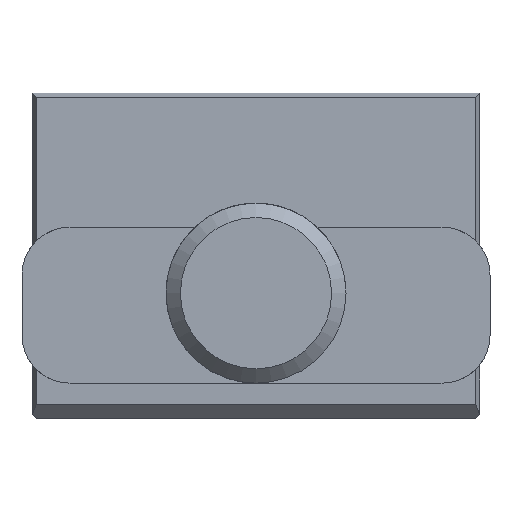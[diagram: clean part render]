
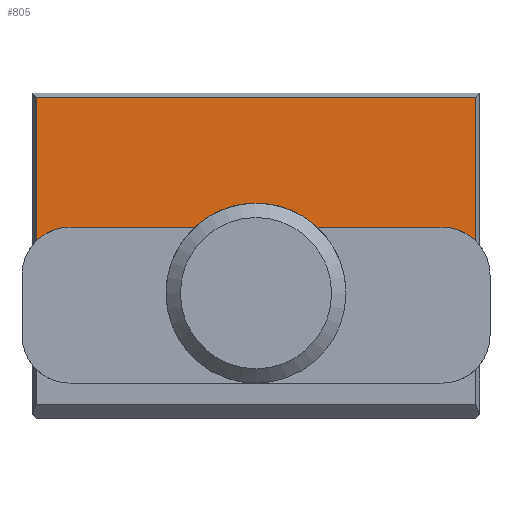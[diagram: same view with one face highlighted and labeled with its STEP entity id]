
A CAD part, front view. The second image highlights one B-rep face of the part: STEP entity #805.
In plain terms, the highlighted planar face has unit normal (0, -1, 0).
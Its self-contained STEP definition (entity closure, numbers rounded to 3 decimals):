
#446 = VERTEX_POINT('',#447);
#447 = CARTESIAN_POINT('',(-4.575,0.,-2.3));
#455 = VERTEX_POINT('',#456);
#456 = CARTESIAN_POINT('',(-4.575,0.,-5.291));
#463 = EDGE_CURVE('',#446,#455,#464,.T.);
#464 = LINE('',#465,#466);
#465 = CARTESIAN_POINT('',(-4.575,0.,-2.));
#466 = VECTOR('',#467,1.);
#467 = DIRECTION('',(0.,0.,-1.));
#477 = EDGE_CURVE('',#478,#455,#480,.T.);
#478 = VERTEX_POINT('',#479);
#479 = CARTESIAN_POINT('',(-3.875,0.,-5.005));
#480 = CIRCLE('',#481,1.);
#481 = AXIS2_PLACEMENT_3D('',#482,#483,#484);
#482 = CARTESIAN_POINT('',(-3.875,0.,-6.005));
#483 = DIRECTION('',(0.,-1.,0.));
#484 = DIRECTION('',(1.,0.,0.));
#690 = VERTEX_POINT('',#691);
#691 = CARTESIAN_POINT('',(4.575,0.,-2.3));
#699 = VERTEX_POINT('',#700);
#700 = CARTESIAN_POINT('',(4.575,0.,-5.291));
#707 = EDGE_CURVE('',#690,#699,#708,.T.);
#708 = LINE('',#709,#710);
#709 = CARTESIAN_POINT('',(4.575,0.,-2.));
#710 = VECTOR('',#711,1.);
#711 = DIRECTION('',(0.,0.,-1.));
#745 = EDGE_CURVE('',#699,#746,#748,.T.);
#746 = VERTEX_POINT('',#747);
#747 = CARTESIAN_POINT('',(3.875,0.,-5.005));
#748 = CIRCLE('',#749,1.);
#749 = AXIS2_PLACEMENT_3D('',#750,#751,#752);
#750 = CARTESIAN_POINT('',(3.875,0.,-6.005));
#751 = DIRECTION('',(0.,-1.,0.));
#752 = DIRECTION('',(1.,0.,0.));
#795 = EDGE_CURVE('',#690,#446,#796,.T.);
#796 = LINE('',#797,#798);
#797 = CARTESIAN_POINT('',(4.875,0.,-2.3));
#798 = VECTOR('',#799,1.);
#799 = DIRECTION('',(-1.,0.,0.));
#805 = ADVANCED_FACE('',(#806),#836,.T.);
#806 = FACE_BOUND('',#807,.T.);
#807 = EDGE_LOOP('',(#808,#809,#810,#811,#812,#813,#821,#830));
#808 = ORIENTED_EDGE('',*,*,#745,.F.);
#809 = ORIENTED_EDGE('',*,*,#707,.F.);
#810 = ORIENTED_EDGE('',*,*,#795,.T.);
#811 = ORIENTED_EDGE('',*,*,#463,.T.);
#812 = ORIENTED_EDGE('',*,*,#477,.F.);
#813 = ORIENTED_EDGE('',*,*,#814,.F.);
#814 = EDGE_CURVE('',#815,#478,#817,.T.);
#815 = VERTEX_POINT('',#816);
#816 = CARTESIAN_POINT('',(-1.275,0.,-5.005));
#817 = LINE('',#818,#819);
#818 = CARTESIAN_POINT('',(-1.275,0.,-5.005));
#819 = VECTOR('',#820,1.);
#820 = DIRECTION('',(-1.,0.,0.));
#821 = ORIENTED_EDGE('',*,*,#822,.F.);
#822 = EDGE_CURVE('',#823,#815,#825,.T.);
#823 = VERTEX_POINT('',#824);
#824 = CARTESIAN_POINT('',(1.275,0.,-5.005));
#825 = CIRCLE('',#826,1.875);
#826 = AXIS2_PLACEMENT_3D('',#827,#828,#829);
#827 = CARTESIAN_POINT('',(0.,0.,-6.38));
#828 = DIRECTION('',(0.,-1.,0.));
#829 = DIRECTION('',(1.,0.,0.));
#830 = ORIENTED_EDGE('',*,*,#831,.F.);
#831 = EDGE_CURVE('',#746,#823,#832,.T.);
#832 = LINE('',#833,#834);
#833 = CARTESIAN_POINT('',(3.875,0.,-5.005));
#834 = VECTOR('',#835,1.);
#835 = DIRECTION('',(-1.,0.,0.));
#836 = PLANE('',#837);
#837 = AXIS2_PLACEMENT_3D('',#838,#839,#840);
#838 = CARTESIAN_POINT('',(0.,0.,-5.5));
#839 = DIRECTION('',(0.,-1.,0.));
#840 = DIRECTION('',(0.,0.,-1.));
